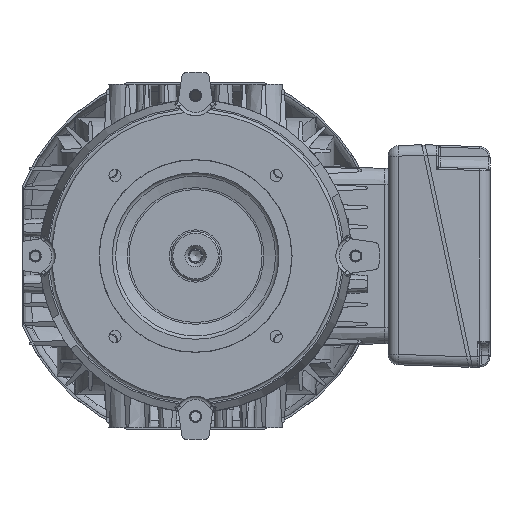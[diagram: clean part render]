
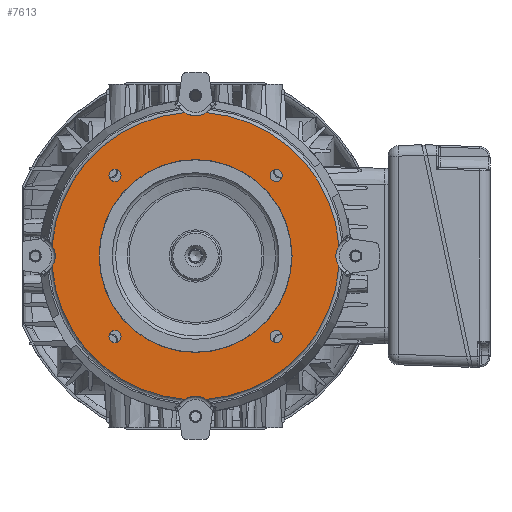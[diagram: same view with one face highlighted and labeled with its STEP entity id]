
A CAD part, front view. The second image highlights one B-rep face of the part: STEP entity #7613.
In plain terms, the highlighted planar face has unit normal (0, -1, 0).
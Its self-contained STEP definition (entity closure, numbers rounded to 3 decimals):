
#7613 = ADVANCED_FACE( '', ( #16277, #16278, #16279, #16280, #16281, #16282 ), #16283, .T. );
#16277 = FACE_BOUND( '', #49969, .T. );
#16278 = FACE_BOUND( '', #49970, .T. );
#16279 = FACE_BOUND( '', #49971, .T. );
#16280 = FACE_BOUND( '', #49972, .T. );
#16281 = FACE_OUTER_BOUND( '', #49973, .T. );
#16282 = FACE_BOUND( '', #49974, .T. );
#16283 = PLANE( '', #49975 );
#49969 = EDGE_LOOP( '', ( #79111 ) );
#49970 = EDGE_LOOP( '', ( #79112 ) );
#49971 = EDGE_LOOP( '', ( #79113 ) );
#49972 = EDGE_LOOP( '', ( #79114 ) );
#49973 = EDGE_LOOP( '', ( #79115, #79116, #79117, #79118, #79119, #79120, #79121, #79122 ) );
#49974 = EDGE_LOOP( '', ( #79123 ) );
#49975 = AXIS2_PLACEMENT_3D( '', #79124, #79125, #79126 );
#79111 = ORIENTED_EDGE( '', *, *, #89676, .F. );
#79112 = ORIENTED_EDGE( '', *, *, #91762, .F. );
#79113 = ORIENTED_EDGE( '', *, *, #93899, .F. );
#79114 = ORIENTED_EDGE( '', *, *, #87755, .F. );
#79115 = ORIENTED_EDGE( '', *, *, #88213, .T. );
#79116 = ORIENTED_EDGE( '', *, *, #93900, .F. );
#79117 = ORIENTED_EDGE( '', *, *, #85678, .T. );
#79118 = ORIENTED_EDGE( '', *, *, #89041, .F. );
#79119 = ORIENTED_EDGE( '', *, *, #91827, .T. );
#79120 = ORIENTED_EDGE( '', *, *, #93901, .F. );
#79121 = ORIENTED_EDGE( '', *, *, #88021, .T. );
#79122 = ORIENTED_EDGE( '', *, *, #86891, .F. );
#79123 = ORIENTED_EDGE( '', *, *, #87279, .F. );
#79124 = CARTESIAN_POINT( '', ( 55., -170.05, 0. ) );
#79125 = DIRECTION( '', ( 0., -1., 0. ) );
#79126 = DIRECTION( '', ( -1., 0., 0. ) );
#85678 = EDGE_CURVE( '', #96755, #96753, #96756, .T. );
#86891 = EDGE_CURVE( '', #98864, #98866, #98867, .T. );
#87279 = EDGE_CURVE( '', #99508, #99508, #99509, .T. );
#87755 = EDGE_CURVE( '', #100290, #100290, #100291, .T. );
#88021 = EDGE_CURVE( '', #100711, #98866, #100712, .T. );
#88213 = EDGE_CURVE( '', #98864, #101020, #101022, .T. );
#89041 = EDGE_CURVE( '', #102296, #96753, #102298, .T. );
#89676 = EDGE_CURVE( '', #103253, #103253, #103254, .T. );
#91762 = EDGE_CURVE( '', #106203, #106203, #106204, .T. );
#91827 = EDGE_CURVE( '', #102296, #106289, #106291, .T. );
#93899 = EDGE_CURVE( '', #108848, #108848, #108849, .T. );
#93900 = EDGE_CURVE( '', #96755, #101020, #108850, .T. );
#93901 = EDGE_CURVE( '', #100711, #106289, #108851, .T. );
#96753 = VERTEX_POINT( '', #115473 );
#96755 = VERTEX_POINT( '', #115476 );
#96756 = CIRCLE( '', #115477, 82.05 );
#98864 = VERTEX_POINT( '', #121384 );
#98866 = VERTEX_POINT( '', #121387 );
#98867 = CIRCLE( '', #121388, 11.45 );
#99508 = VERTEX_POINT( '', #123039 );
#99509 = CIRCLE( '', #123040, 55.05 );
#100290 = VERTEX_POINT( '', #125468 );
#100291 = CIRCLE( '', #125469, 3.443 );
#100711 = VERTEX_POINT( '', #126492 );
#100712 = CIRCLE( '', #126493, 82.05 );
#101020 = VERTEX_POINT( '', #127335 );
#101022 = CIRCLE( '', #127338, 82.05 );
#102296 = VERTEX_POINT( '', #130914 );
#102298 = CIRCLE( '', #130917, 11.45 );
#103253 = VERTEX_POINT( '', #133958 );
#103254 = CIRCLE( '', #133959, 3.443 );
#106203 = VERTEX_POINT( '', #143091 );
#106204 = CIRCLE( '', #143092, 3.443 );
#106289 = VERTEX_POINT( '', #143485 );
#106291 = CIRCLE( '', #143488, 82.05 );
#108848 = VERTEX_POINT( '', #151128 );
#108849 = CIRCLE( '', #151129, 3.443 );
#108850 = CIRCLE( '', #151130, 11.45 );
#108851 = CIRCLE( '', #151131, 11.45 );
#115473 = CARTESIAN_POINT( '', ( -81.822, -170.05, 6.118 ) );
#115476 = CARTESIAN_POINT( '', ( -6.118, -170.05, 81.822 ) );
#115477 = AXIS2_PLACEMENT_3D( '', #154618, #154619, #154620 );
#121384 = CARTESIAN_POINT( '', ( 81.822, -170.05, 6.118 ) );
#121387 = CARTESIAN_POINT( '', ( 81.822, -170.05, -6.118 ) );
#121388 = AXIS2_PLACEMENT_3D( '', #156113, #156114, #156115 );
#123039 = CARTESIAN_POINT( '', ( -55.05, -170.05, 0. ) );
#123040 = AXIS2_PLACEMENT_3D( '', #156592, #156593, #156594 );
#125468 = CARTESIAN_POINT( '', ( 42.519, -170.05, -45.962 ) );
#125469 = AXIS2_PLACEMENT_3D( '', #157117, #157118, #157119 );
#126492 = CARTESIAN_POINT( '', ( 6.118, -170.05, -81.822 ) );
#126493 = AXIS2_PLACEMENT_3D( '', #157426, #157427, #157428 );
#127335 = CARTESIAN_POINT( '', ( 6.118, -170.05, 81.822 ) );
#127338 = AXIS2_PLACEMENT_3D( '', #157664, #157665, #157666 );
#130914 = CARTESIAN_POINT( '', ( -81.822, -170.05, -6.118 ) );
#130917 = AXIS2_PLACEMENT_3D( '', #158604, #158605, #158606 );
#133958 = CARTESIAN_POINT( '', ( 42.519, -170.05, 45.962 ) );
#133959 = AXIS2_PLACEMENT_3D( '', #159277, #159278, #159279 );
#143091 = CARTESIAN_POINT( '', ( -49.404, -170.05, 45.962 ) );
#143092 = AXIS2_PLACEMENT_3D( '', #161396, #161397, #161398 );
#143485 = CARTESIAN_POINT( '', ( -6.118, -170.05, -81.822 ) );
#143488 = AXIS2_PLACEMENT_3D( '', #161469, #161470, #161471 );
#151128 = CARTESIAN_POINT( '', ( -49.404, -170.05, -45.962 ) );
#151129 = AXIS2_PLACEMENT_3D( '', #163338, #163339, #163340 );
#151130 = AXIS2_PLACEMENT_3D( '', #163341, #163342, #163343 );
#151131 = AXIS2_PLACEMENT_3D( '', #163344, #163345, #163346 );
#154618 = CARTESIAN_POINT( '', ( 0., -170.05, 0. ) );
#154619 = DIRECTION( '', ( 0., -1., 0. ) );
#154620 = DIRECTION( '', ( -1., 0., 0. ) );
#156113 = CARTESIAN_POINT( '', ( 91.5, -170.05, 0. ) );
#156114 = DIRECTION( '', ( 0., -1., 0. ) );
#156115 = DIRECTION( '', ( -1., 0., 0. ) );
#156592 = CARTESIAN_POINT( '', ( 0., -170.05, 0. ) );
#156593 = DIRECTION( '', ( 0., -1., 0. ) );
#156594 = DIRECTION( '', ( -1., 0., 0. ) );
#157117 = CARTESIAN_POINT( '', ( 45.962, -170.05, -45.962 ) );
#157118 = DIRECTION( '', ( 0., -1., 0. ) );
#157119 = DIRECTION( '', ( -1., 0., 0. ) );
#157426 = CARTESIAN_POINT( '', ( 0., -170.05, 0. ) );
#157427 = DIRECTION( '', ( 0., -1., 0. ) );
#157428 = DIRECTION( '', ( -1., 0., 0. ) );
#157664 = CARTESIAN_POINT( '', ( 0., -170.05, 0. ) );
#157665 = DIRECTION( '', ( 0., -1., 0. ) );
#157666 = DIRECTION( '', ( -1., 0., 0. ) );
#158604 = CARTESIAN_POINT( '', ( -91.5, -170.05, 0. ) );
#158605 = DIRECTION( '', ( 0., -1., 0. ) );
#158606 = DIRECTION( '', ( -1., 0., 0. ) );
#159277 = CARTESIAN_POINT( '', ( 45.962, -170.05, 45.962 ) );
#159278 = DIRECTION( '', ( 0., -1., 0. ) );
#159279 = DIRECTION( '', ( -1., 0., 0. ) );
#161396 = CARTESIAN_POINT( '', ( -45.962, -170.05, 45.962 ) );
#161397 = DIRECTION( '', ( 0., -1., 0. ) );
#161398 = DIRECTION( '', ( -1., 0., 0. ) );
#161469 = CARTESIAN_POINT( '', ( 0., -170.05, 0. ) );
#161470 = DIRECTION( '', ( 0., -1., 0. ) );
#161471 = DIRECTION( '', ( -1., 0., 0. ) );
#163338 = CARTESIAN_POINT( '', ( -45.962, -170.05, -45.962 ) );
#163339 = DIRECTION( '', ( 0., -1., 0. ) );
#163340 = DIRECTION( '', ( -1., 0., 0. ) );
#163341 = CARTESIAN_POINT( '', ( 0., -170.05, 91.5 ) );
#163342 = DIRECTION( '', ( 0., -1., 0. ) );
#163343 = DIRECTION( '', ( -1., 0., 0. ) );
#163344 = CARTESIAN_POINT( '', ( 0., -170.05, -91.5 ) );
#163345 = DIRECTION( '', ( 0., -1., 0. ) );
#163346 = DIRECTION( '', ( -1., 0., 0. ) );
